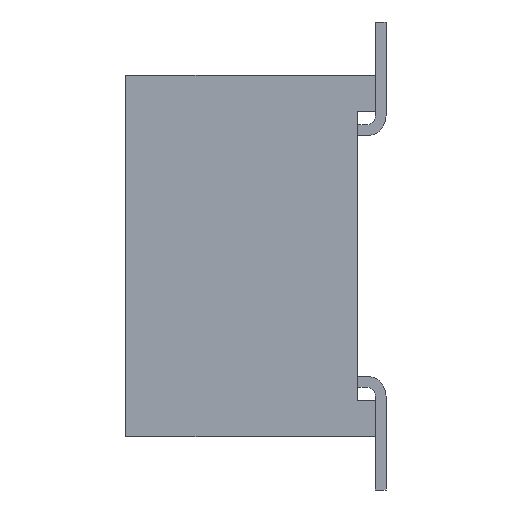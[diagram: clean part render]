
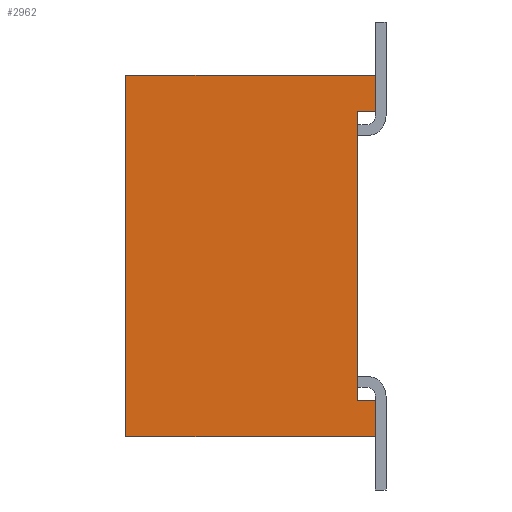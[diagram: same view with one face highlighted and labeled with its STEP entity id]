
A CAD part, left-side view. The second image highlights one B-rep face of the part: STEP entity #2962.
In plain terms, the highlighted planar face has unit normal (-1, 0, 0).
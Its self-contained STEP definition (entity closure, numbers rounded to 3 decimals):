
#2962=ADVANCED_FACE('',(#6022),#6023,.F.);
#6022=FACE_OUTER_BOUND('',#9073,.T.);
#6023=PLANE('',#9074);
#9073=EDGE_LOOP('',(#18469,#18470,#18471,#18472,#18473,#18474,#18475,#18476));
#9074=AXIS2_PLACEMENT_3D('',#18477,#18478,#18479);
#18469=ORIENTED_EDGE('',*,*,#22189,.T.);
#18470=ORIENTED_EDGE('',*,*,#19818,.F.);
#18471=ORIENTED_EDGE('',*,*,#22198,.F.);
#18472=ORIENTED_EDGE('',*,*,#21710,.T.);
#18473=ORIENTED_EDGE('',*,*,#22200,.F.);
#18474=ORIENTED_EDGE('',*,*,#20858,.F.);
#18475=ORIENTED_EDGE('',*,*,#22192,.T.);
#18476=ORIENTED_EDGE('',*,*,#21668,.T.);
#18477=CARTESIAN_POINT('',(-19.05,1.753,0.0));
#18478=DIRECTION('',(1.0,0.0,0.0));
#18479=DIRECTION('',(0.0,0.0,-1.0));
#19818=EDGE_CURVE('',#24231,#24233,#24234,.T.);
#20858=EDGE_CURVE('',#25725,#25727,#25728,.T.);
#21668=EDGE_CURVE('',#26955,#26956,#26957,.T.);
#21710=EDGE_CURVE('',#27025,#27023,#27026,.T.);
#22189=EDGE_CURVE('',#26956,#24233,#27659,.T.);
#22192=EDGE_CURVE('',#25725,#26955,#27662,.T.);
#22198=EDGE_CURVE('',#27025,#24231,#27668,.T.);
#22200=EDGE_CURVE('',#25727,#27023,#27670,.T.);
#24231=VERTEX_POINT('',#30407);
#24233=VERTEX_POINT('',#30410);
#24234=LINE('',#30411,#30412);
#25725=VERTEX_POINT('',#32490);
#25727=VERTEX_POINT('',#32493);
#25728=LINE('',#32494,#32495);
#26955=VERTEX_POINT('',#34342);
#26956=VERTEX_POINT('',#34343);
#26957=LINE('',#34344,#34345);
#27023=VERTEX_POINT('',#34450);
#27025=VERTEX_POINT('',#34453);
#27026=LINE('',#34454,#34455);
#27659=LINE('',#35383,#35384);
#27662=LINE('',#35388,#35389);
#27668=LINE('',#35398,#35399);
#27670=LINE('',#35401,#35402);
#30407=CARTESIAN_POINT('',(-19.05,0.0,2.54));
#30410=CARTESIAN_POINT('',(-19.05,0.0,2.032));
#30411=CARTESIAN_POINT('',(-19.05,0.0,0.0));
#30412=VECTOR('',#37011,1.0);
#32490=CARTESIAN_POINT('',(-19.05,0.0,-2.032));
#32493=CARTESIAN_POINT('',(-19.05,0.0,-2.54));
#32494=CARTESIAN_POINT('',(-19.05,0.0,0.0));
#32495=VECTOR('',#38140,1.0);
#34342=CARTESIAN_POINT('',(-19.05,0.254,-2.032));
#34343=CARTESIAN_POINT('',(-19.05,0.254,2.032));
#34344=CARTESIAN_POINT('',(-19.05,0.254,0.0));
#34345=VECTOR('',#38761,1.0);
#34450=CARTESIAN_POINT('',(-19.05,3.505,-2.54));
#34453=CARTESIAN_POINT('',(-19.05,3.505,2.54));
#34454=CARTESIAN_POINT('',(-19.05,3.505,0.0));
#34455=VECTOR('',#38802,1.0);
#35383=CARTESIAN_POINT('',(-19.05,0.753,2.032));
#35384=VECTOR('',#39098,1.0);
#35388=CARTESIAN_POINT('',(-19.05,0.753,-2.032));
#35389=VECTOR('',#39100,1.0);
#35398=CARTESIAN_POINT('',(-19.05,1.753,2.54));
#35399=VECTOR('',#39104,1.0);
#35401=CARTESIAN_POINT('',(-19.05,1.753,-2.54));
#35402=VECTOR('',#39105,1.0);
#37011=DIRECTION('',(0.0,0.0,-1.0));
#38140=DIRECTION('',(0.0,0.0,-1.0));
#38761=DIRECTION('',(-0.0,0.0,1.0));
#38802=DIRECTION('',(0.0,0.0,-1.0));
#39098=DIRECTION('',(0.0,-1.0,0.0));
#39100=DIRECTION('',(0.0,1.0,0.0));
#39104=DIRECTION('',(0.0,-1.0,0.0));
#39105=DIRECTION('',(0.0,1.0,0.0));
